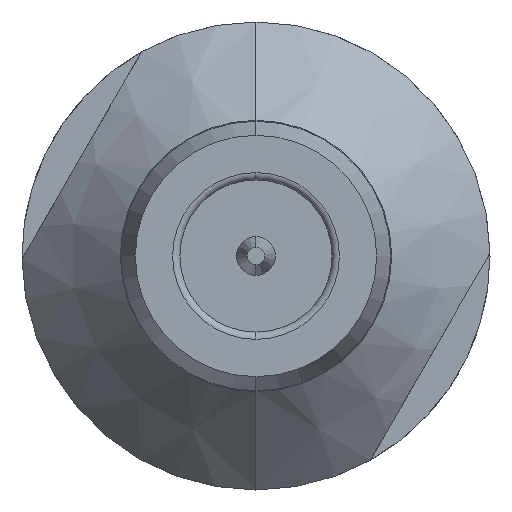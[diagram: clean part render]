
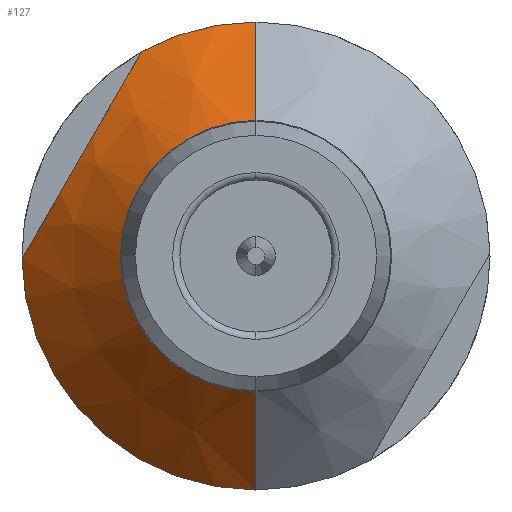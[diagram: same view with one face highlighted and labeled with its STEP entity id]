
A CAD part, left-side view. The second image highlights one B-rep face of the part: STEP entity #127.
In plain terms, the highlighted conical face has half-angle 45 degrees and reference radius 3.2 mm.
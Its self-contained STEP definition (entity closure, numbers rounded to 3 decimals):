
#80 = ORIENTED_EDGE ( 'NONE', *, *, #1635, .T. ) ;
#92 = VERTEX_POINT ( 'NONE', #218 ) ;
#127 = ADVANCED_FACE ( 'NONE', ( #506 ), #2133, .T. ) ;
#131 = DIRECTION ( 'NONE',  ( 0., 0., -1. ) ) ;
#142 = DIRECTION ( 'NONE',  ( 0., 0., 1. ) ) ;
#218 = CARTESIAN_POINT ( 'NONE',  ( 5.8, 0., -1.855 ) ) ;
#223 = EDGE_CURVE ( 'NONE', #1552, #92, #1554, .T. ) ;
#273 = CARTESIAN_POINT ( 'NONE',  ( 7.015, 3.072, 0.179 ) ) ;
#283 = CARTESIAN_POINT ( 'NONE',  ( 6.783, 2.739, 0.756 ) ) ;
#464 = ORIENTED_EDGE ( 'NONE', *, *, #2420, .T. ) ;
#495 = CARTESIAN_POINT ( 'NONE',  ( 7.145, 0., 0. ) ) ;
#506 = FACE_OUTER_BOUND ( 'NONE', #2365, .T. ) ;
#515 = CARTESIAN_POINT ( 'NONE',  ( 7.145, 3.2, -0.042 ) ) ;
#524 = CARTESIAN_POINT ( 'NONE',  ( 6.707, 2.529, 1.119 ) ) ;
#599 = CIRCLE ( 'NONE', #720, 3.2 ) ;
#712 = CARTESIAN_POINT ( 'NONE',  ( 7.145, 0., 3.2 ) ) ;
#720 = AXIS2_PLACEMENT_3D ( 'NONE', #2101, #723, #2337 ) ;
#721 = DIRECTION ( 'NONE',  ( 0., 0., 1. ) ) ;
#723 = DIRECTION ( 'NONE',  ( -1., 0., 0. ) ) ;
#752 = CARTESIAN_POINT ( 'NONE',  ( 6.694, 2.242, 1.617 ) ) ;
#819 = CARTESIAN_POINT ( 'NONE',  ( 7.145, 3.2, -0.042 ) ) ;
#827 = ORIENTED_EDGE ( 'NONE', *, *, #1161, .F. ) ;
#852 = AXIS2_PLACEMENT_3D ( 'NONE', #2631, #2440, #142 ) ;
#867 = CARTESIAN_POINT ( 'NONE',  ( 7.145, 1.563, 2.792 ) ) ;
#983 = CARTESIAN_POINT ( 'NONE',  ( 6.901, 1.824, 2.341 ) ) ;
#1048 = VECTOR ( 'NONE', #1078, 1000. ) ;
#1057 = ORIENTED_EDGE ( 'NONE', *, *, #2234, .T. ) ;
#1078 = DIRECTION ( 'NONE',  ( 0.707, 0., 0.707 ) ) ;
#1079 = AXIS2_PLACEMENT_3D ( 'NONE', #495, #2097, #721 ) ;
#1150 = VECTOR ( 'NONE', #2263, 1000. ) ;
#1159 = VERTEX_POINT ( 'NONE', #819 ) ;
#1161 = EDGE_CURVE ( 'NONE', #92, #2536, #1777, .T. ) ;
#1211 = CARTESIAN_POINT ( 'NONE',  ( 7.145, 1.563, 2.792 ) ) ;
#1320 = CARTESIAN_POINT ( 'NONE',  ( 7.145, 0., 3.2 ) ) ;
#1345 = ORIENTED_EDGE ( 'NONE', *, *, #223, .F. ) ;
#1405 = CARTESIAN_POINT ( 'NONE',  ( 7.145, 0., 0. ) ) ;
#1422 = CARTESIAN_POINT ( 'NONE',  ( 7.145, 0., -3.2 ) ) ;
#1461 = ORIENTED_EDGE ( 'NONE', *, *, #2478, .F. ) ;
#1552 = VERTEX_POINT ( 'NONE', #1814 ) ;
#1554 = CIRCLE ( 'NONE', #852, 1.855 ) ;
#1635 = EDGE_CURVE ( 'NONE', #2415, #2786, #599, .T. ) ;
#1664 = CIRCLE ( 'NONE', #1079, 3.2 ) ;
#1673 = CARTESIAN_POINT ( 'NONE',  ( 6.903, 2.942, 0.405 ) ) ;
#1777 = LINE ( 'NONE', #1422, #1150 ) ;
#1814 = CARTESIAN_POINT ( 'NONE',  ( 5.8, 0., 1.855 ) ) ;
#1880 = DIRECTION ( 'NONE',  ( 1., 0., 0. ) ) ;
#1908 = CARTESIAN_POINT ( 'NONE',  ( 6.751, 2.67, 0.876 ) ) ;
#1996 = AXIS2_PLACEMENT_3D ( 'NONE', #1405, #1880, #131 ) ;
#2097 = DIRECTION ( 'NONE',  ( -1., 0., 0. ) ) ;
#2101 = CARTESIAN_POINT ( 'NONE',  ( 7.145, 0., 0. ) ) ;
#2127 = CARTESIAN_POINT ( 'NONE',  ( 6.695, 2.456, 1.245 ) ) ;
#2133 = CONICAL_SURFACE ( 'NONE', #1996, 3.2, 0.785 ) ;
#2234 = EDGE_CURVE ( 'NONE', #1552, #2415, #2559, .T. ) ;
#2263 = DIRECTION ( 'NONE',  ( 0.707, 0., -0.707 ) ) ;
#2337 = DIRECTION ( 'NONE',  ( 0., 0., 1. ) ) ;
#2365 = EDGE_LOOP ( 'NONE', ( #1345, #1057, #80, #1461, #464, #827 ) ) ;
#2367 = CARTESIAN_POINT ( 'NONE',  ( 6.739, 2.101, 1.861 ) ) ;
#2415 = VERTEX_POINT ( 'NONE', #712 ) ;
#2420 = EDGE_CURVE ( 'NONE', #1159, #2536, #1664, .T. ) ;
#2440 = DIRECTION ( 'NONE',  ( -1., 0., 0. ) ) ;
#2478 = EDGE_CURVE ( 'NONE', #1159, #2786, #2877, .T. ) ;
#2536 = VERTEX_POINT ( 'NONE', #2853 ) ;
#2559 = LINE ( 'NONE', #1320, #1048 ) ;
#2588 = CARTESIAN_POINT ( 'NONE',  ( 7.014, 1.692, 2.57 ) ) ;
#2631 = CARTESIAN_POINT ( 'NONE',  ( 5.8, 0., 0. ) ) ;
#2786 = VERTEX_POINT ( 'NONE', #867 ) ;
#2853 = CARTESIAN_POINT ( 'NONE',  ( 7.145, 0., -3.2 ) ) ;
#2877 = B_SPLINE_CURVE_WITH_KNOTS ( 'NONE', 3,
 ( #515, #273, #1673, #283, #1908, #524, #2127, #752, #2367, #983, #2588, #1211 ),
 .UNSPECIFIED., .F., .F.,
 ( 4, 2, 2, 2, 2, 4 ),
 ( 0., 0.001, 0.001, 0.002, 0.003, 0.003 ),
 .UNSPECIFIED. ) ;
